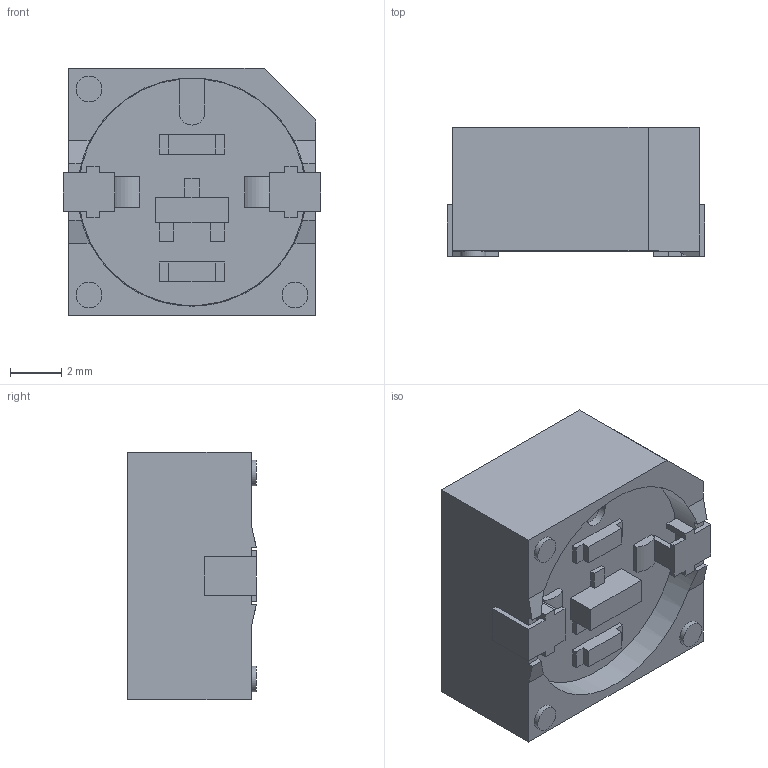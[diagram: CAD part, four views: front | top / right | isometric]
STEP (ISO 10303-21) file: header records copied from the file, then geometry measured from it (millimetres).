
FILE_DESCRIPTION(/* description */ (''),/* implementation_level */ '2;1');
FILE_NAME(/* name */ 'SMI-1027-T-5V-R.ipt.step',/* time_stamp */ '2024-02-07T22:38:30-05:00',/* author */ ('mckenna'),/* organization */ (''),/* preprocessor_version */ 'ST-DEVELOPER v20',/* originating_system */ 'Autodesk Inventor 2024',/* authorisation */ '');
FILE_SCHEMA (('AUTOMOTIVE_DESIGN { 1 0 10303 214 3 1 1 }'));
Length unit declared in the file: millimetre
Products named in the file (1): SMI-1027-T-5V-R
Bounding box: 10 x 5 x 9.6 mm (x, y, z)
Volume: 193.4 mm3; surface area: 650.1 mm2
Topology: 1 solids, 1 shells, 126 faces, 342 edges, 224 vertices
Faces by surface type: plane 117, cylinder 9
Full cylindrical faces by diameter (mm): 1 x3, 1.4 x1, 8.873 x1
Entity records: 4117 total; most frequent: CARTESIAN_POINT 693, ORIENTED_EDGE 684, DIRECTION 630, EDGE_CURVE 342, LINE 308, VECTOR 308, VERTEX_POINT 224, AXIS2_PLACEMENT_3D 161
